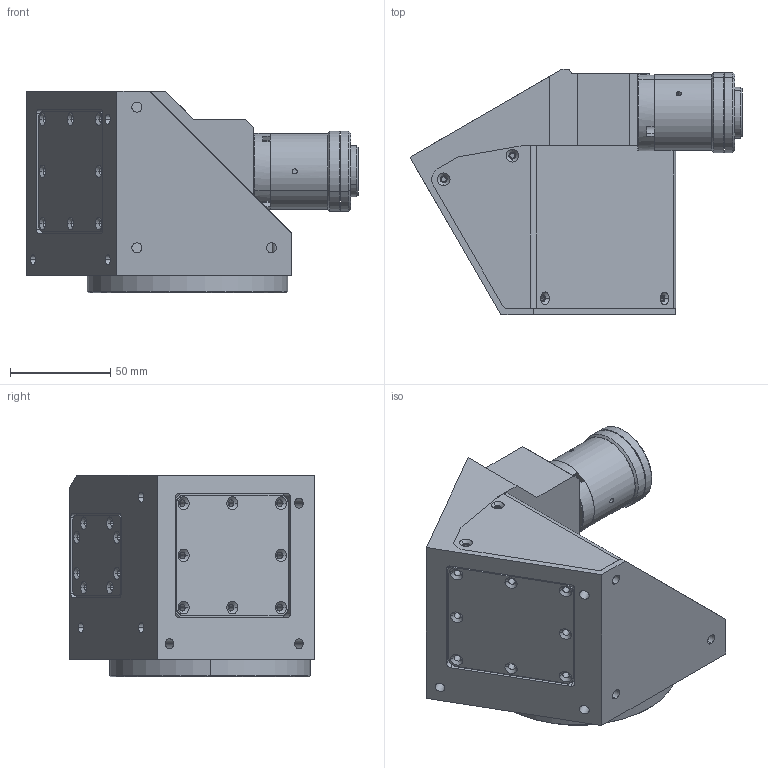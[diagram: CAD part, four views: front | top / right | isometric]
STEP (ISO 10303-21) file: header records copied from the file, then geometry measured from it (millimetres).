
FILE_DESCRIPTION (( 'STEP AP203' ), '1' );
FILE_NAME ('TCCR1M064.step', '2018-10-31T14:24:08', ( '' ), ( '' ), 'SwSTEP 2.0', 'SolidWorks 2017', '' );
FILE_SCHEMA (( 'CONFIG_CONTROL_DESIGN' ));
Length unit declared in the file: millimetre
Products named in the file (1): TCCR1M064
Bounding box: 165.33 x 122 x 100.5 mm (x, y, z)
Surface area: 90013.1 mm2 (no closed solid volume)
Topology: 0 solids, 15 shells, 290 faces, 883 edges, 607 vertices
Faces by surface type: cylinder 142, plane 88, cone 58, sphere 2
Entity records: 10263 total; most frequent: CARTESIAN_POINT 2021, DIRECTION 1854, ORIENTED_EDGE 1458, EDGE_CURVE 883, AXIS2_PLACEMENT_3D 696, VERTEX_POINT 607, LINE 462, VECTOR 462
